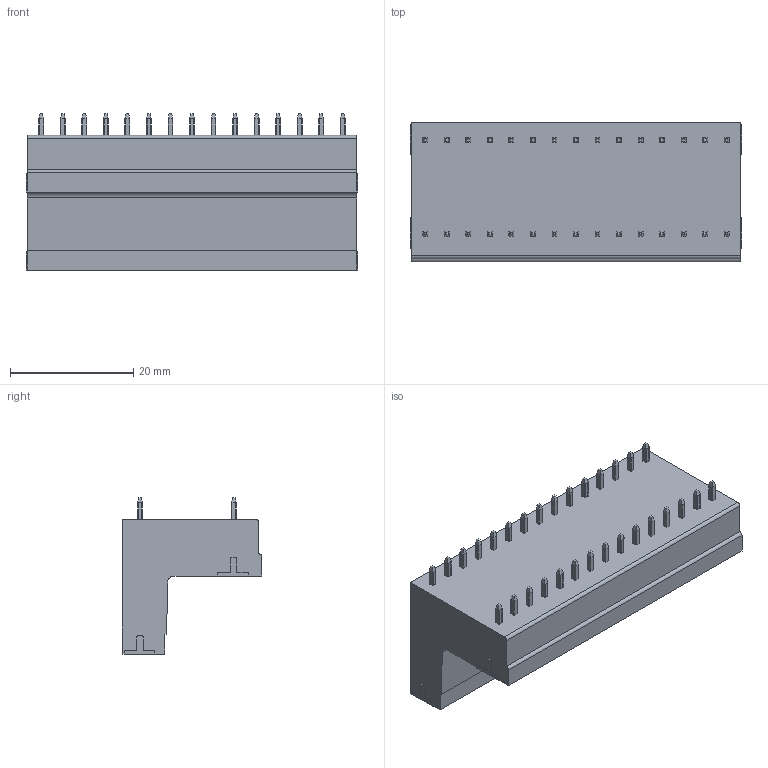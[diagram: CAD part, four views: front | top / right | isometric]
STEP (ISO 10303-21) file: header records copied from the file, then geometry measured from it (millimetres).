
FILE_DESCRIPTION((''),'2;1');
FILE_NAME('TLPHDC-005V-XXP','2024-08-08T13:53:48',('tluser'),(''),'CREO PARAMETRIC BY PTC INC, 2018100','CREO PARAMETRIC BY PTC INC, 2018100','');
FILE_SCHEMA(('CONFIG_CONTROL_DESIGN'));
Products named in the file (1): TLPHDC-005V-XXP
Bounding box: 53.9 x 22.7 x 25.4 mm (x, y, z)
Volume: 12672.1 mm3; surface area: 11344.2 mm2
Topology: 1 solids, 1 shells, 2432 faces, 6720 edges, 4410 vertices
Faces by surface type: plane 1633, cylinder 589, cone 150, torus 60
Entity records: 77395 total; most frequent: CARTESIAN_POINT 15167, ORIENTED_EDGE 13440, DIRECTION 12312, EDGE_CURVE 6720, VECTOR 4912, LINE 4912, VERTEX_POINT 4410, AXIS2_PLACEMENT_3D 3700
